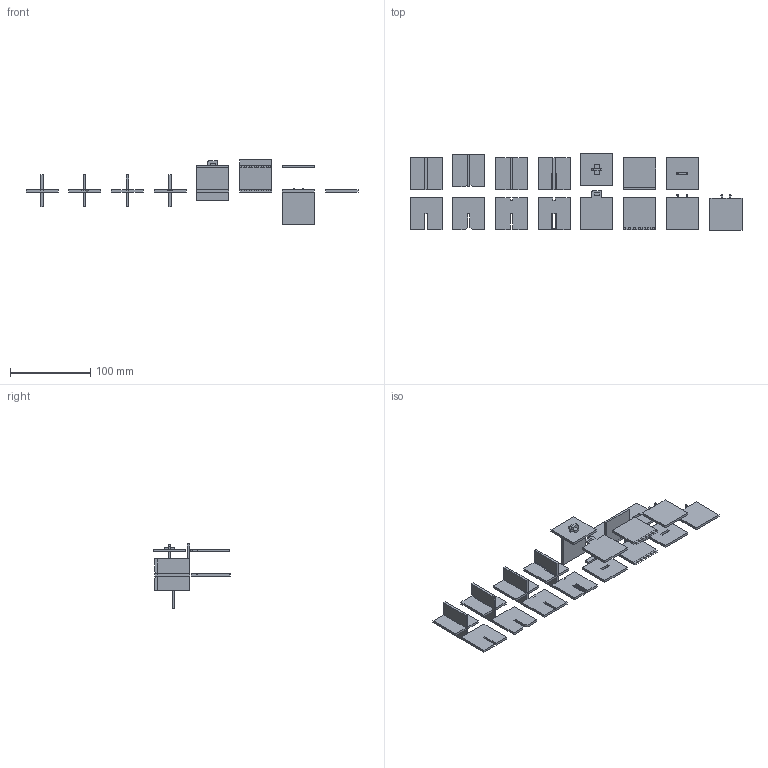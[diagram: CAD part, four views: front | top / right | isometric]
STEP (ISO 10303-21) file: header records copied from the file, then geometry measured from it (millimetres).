
FILE_DESCRIPTION(/* description */ (''),/* implementation_level */ '2;1');
FILE_NAME(/* name */ 'joint.step',/* time_stamp */ '2022-02-19T00:22:16+08:00',/* author */ (''),/* organization */ (''),/* preprocessor_version */ 'ST-DEVELOPER v18.1',/* originating_system */ 'Autodesk Translation Framework v10.13.0.1454',/* authorisation */ '');
FILE_SCHEMA (('AUTOMOTIVE_DESIGN { 1 0 10303 214 3 1 1 }'));
Length unit declared in the file: millimetre
Products named in the file (13): Joint; Component3; Component1; Component4; Component5; Component6; Component7; Component8; Component9; Component10; Component11; Component12; Component24
Assembly tree (27 placements, depth 2):
  Joint
    Component1  x3
    Component3  x3
    Component4  x3
    Component5  x3
    Component6  x2
    Component7  x2
    Component8  x2
    Component9  x2
    Component10  x2
    Component11  x2
    Component12  x2
    Component24
Bounding box: 414.5 x 95.5 x 80 mm (x, y, z)
Volume: 117226.9 mm3; surface area: 93813.2 mm2
Topology: 27 solids, 27 shells, 454 faces, 1200 edges, 800 vertices
Faces by surface type: plane 432, cylinder 22
Entity records: 6807 total; most frequent: CARTESIAN_POINT 1156, ORIENTED_EDGE 1092, DIRECTION 1058, EDGE_CURVE 546, LINE 526, VECTOR 526, VERTEX_POINT 364, AXIS2_PLACEMENT_3D 266
